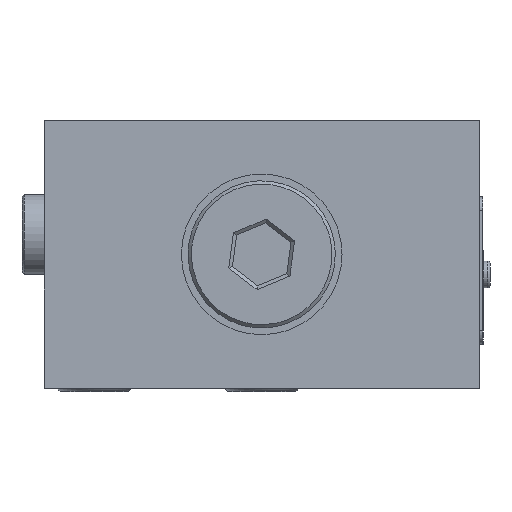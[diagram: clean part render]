
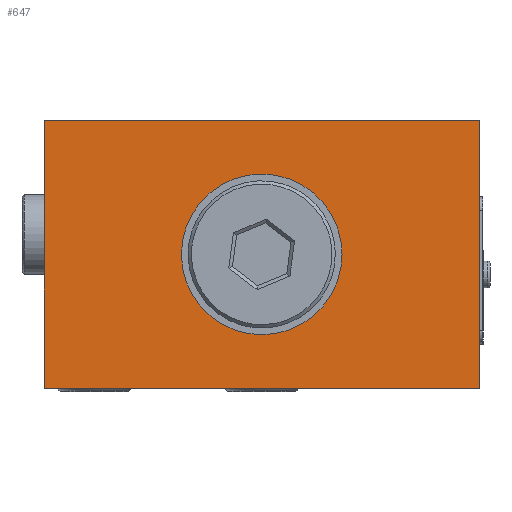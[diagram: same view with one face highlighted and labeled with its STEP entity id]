
A CAD part, left-side view. The second image highlights one B-rep face of the part: STEP entity #647.
In plain terms, the highlighted planar face has unit normal (-1, 0, 0).
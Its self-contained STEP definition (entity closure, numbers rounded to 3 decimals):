
#244=PLANE('',#3478);
#420=FACE_BOUND('',#1119,.T.);
#421=FACE_BOUND('',#1120,.T.);
#647=ADVANCED_FACE('',(#420,#421),#244,.F.);
#1119=EDGE_LOOP('',(#1959));
#1120=EDGE_LOOP('',(#1960,#1961,#1962,#1963));
#1498=LINE('',#12446,#1622);
#1502=LINE('',#12656,#1626);
#1506=LINE('',#12668,#1630);
#1507=LINE('',#12672,#1631);
#1622=VECTOR('',#3923,1.);
#1626=VECTOR('',#3979,1.);
#1630=VECTOR('',#3991,1.);
#1631=VECTOR('',#3996,1.);
#1959=ORIENTED_EDGE('',*,*,#2954,.T.);
#1960=ORIENTED_EDGE('',*,*,#2955,.T.);
#1961=ORIENTED_EDGE('',*,*,#2947,.F.);
#1962=ORIENTED_EDGE('',*,*,#2918,.F.);
#1963=ORIENTED_EDGE('',*,*,#2953,.T.);
#2595=VERTEX_POINT('',#12445);
#2596=VERTEX_POINT('',#12447);
#2620=VERTEX_POINT('',#12653);
#2625=VERTEX_POINT('',#12667);
#2626=VERTEX_POINT('',#12671);
#2918=EDGE_CURVE('',#2595,#2596,#1498,.T.);
#2947=EDGE_CURVE('',#2596,#2620,#1502,.T.);
#2953=EDGE_CURVE('',#2595,#2625,#1506,.T.);
#2954=EDGE_CURVE('',#2626,#2626,#3264,.T.);
#2955=EDGE_CURVE('',#2625,#2620,#1507,.T.);
#3264=CIRCLE('',#3477,12.);
#3477=AXIS2_PLACEMENT_3D('',#12670,#3994,#3995);
#3478=AXIS2_PLACEMENT_3D('',#12673,#3997,#3998);
#3923=DIRECTION('',(0.,-1.,0.));
#3979=DIRECTION('',(0.,0.,-1.));
#3991=DIRECTION('',(0.,0.,-1.));
#3994=DIRECTION('',(1.,0.,0.));
#3995=DIRECTION('',(0.,0.,-1.));
#3996=DIRECTION('',(0.,-1.,0.));
#3997=DIRECTION('',(1.,0.,0.));
#3998=DIRECTION('',(0.,1.,0.));
#12445=CARTESIAN_POINT('',(20.298,77.673,40.));
#12446=CARTESIAN_POINT('',(20.298,77.673,40.));
#12447=CARTESIAN_POINT('',(20.298,12.673,40.));
#12653=CARTESIAN_POINT('',(20.298,12.673,0.));
#12656=CARTESIAN_POINT('',(20.298,12.673,40.));
#12667=CARTESIAN_POINT('',(20.298,77.673,0.));
#12668=CARTESIAN_POINT('',(20.298,77.673,40.));
#12670=CARTESIAN_POINT('',(20.298,45.173,20.));
#12671=CARTESIAN_POINT('',(20.298,45.173,8.));
#12672=CARTESIAN_POINT('',(20.298,77.673,0.));
#12673=CARTESIAN_POINT('',(20.298,77.673,40.));
